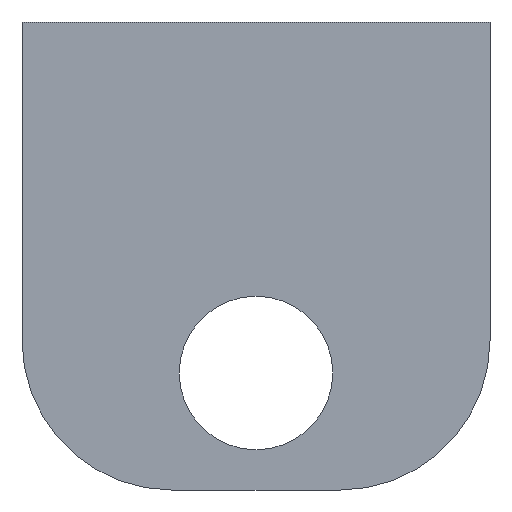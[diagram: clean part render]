
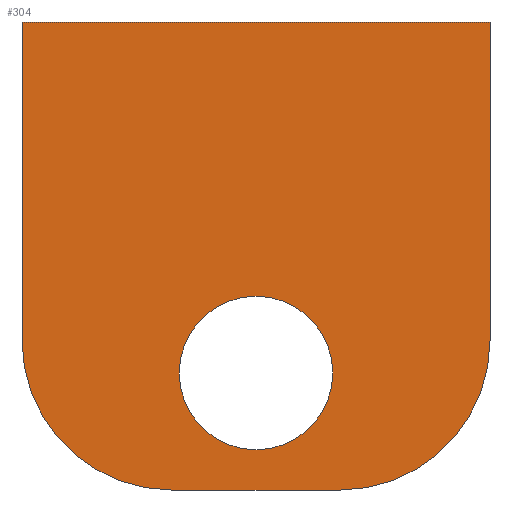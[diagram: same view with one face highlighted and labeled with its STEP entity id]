
A CAD part, front view. The second image highlights one B-rep face of the part: STEP entity #304.
In plain terms, the highlighted planar face has unit normal (0, -1, 0).
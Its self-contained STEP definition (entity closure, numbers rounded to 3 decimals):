
#17=FACE_BOUND('',#55,.T.);
#24=PLANE('',#344);
#36=FACE_OUTER_BOUND('',#54,.T.);
#54=EDGE_LOOP('',(#243,#244,#245,#246,#247,#248));
#55=EDGE_LOOP('',(#249));
#76=LINE('',#487,#102);
#81=LINE('',#499,#107);
#85=LINE('',#511,#111);
#86=LINE('',#513,#112);
#102=VECTOR('',#392,10.);
#107=VECTOR('',#403,10.);
#111=VECTOR('',#415,10.);
#112=VECTOR('',#418,10.);
#128=CIRCLE('',#343,8.);
#129=CIRCLE('',#345,8.);
#130=CIRCLE('',#346,4.1);
#148=VERTEX_POINT('',#484);
#149=VERTEX_POINT('',#486);
#152=VERTEX_POINT('',#496);
#153=VERTEX_POINT('',#498);
#156=VERTEX_POINT('',#506);
#157=VERTEX_POINT('',#510);
#158=VERTEX_POINT('',#514);
#179=EDGE_CURVE('',#148,#149,#76,.T.);
#185=EDGE_CURVE('',#152,#153,#81,.T.);
#190=EDGE_CURVE('',#156,#148,#128,.T.);
#191=EDGE_CURVE('',#157,#156,#85,.T.);
#192=EDGE_CURVE('',#153,#157,#129,.T.);
#193=EDGE_CURVE('',#149,#152,#86,.T.);
#194=EDGE_CURVE('',#158,#158,#130,.T.);
#243=ORIENTED_EDGE('',*,*,#190,.F.);
#244=ORIENTED_EDGE('',*,*,#191,.F.);
#245=ORIENTED_EDGE('',*,*,#192,.F.);
#246=ORIENTED_EDGE('',*,*,#185,.F.);
#247=ORIENTED_EDGE('',*,*,#193,.F.);
#248=ORIENTED_EDGE('',*,*,#179,.F.);
#249=ORIENTED_EDGE('',*,*,#194,.F.);
#304=ADVANCED_FACE('',(#36,#17),#24,.F.);
#343=AXIS2_PLACEMENT_3D('',#508,#411,#412);
#344=AXIS2_PLACEMENT_3D('',#509,#413,#414);
#345=AXIS2_PLACEMENT_3D('',#512,#416,#417);
#346=AXIS2_PLACEMENT_3D('',#515,#419,#420);
#392=DIRECTION('',(0.,0.,1.));
#403=DIRECTION('',(0.,0.,-1.));
#411=DIRECTION('center_axis',(0.,1.,0.));
#412=DIRECTION('ref_axis',(-0.707,0.,-0.707));
#413=DIRECTION('center_axis',(0.,1.,0.));
#414=DIRECTION('ref_axis',(1.,0.,0.));
#415=DIRECTION('',(-1.,0.,0.));
#416=DIRECTION('center_axis',(0.,1.,0.));
#417=DIRECTION('ref_axis',(0.707,0.,-0.707));
#418=DIRECTION('',(1.,0.,0.));
#419=DIRECTION('center_axis',(0.,-1.,0.));
#420=DIRECTION('ref_axis',(1.,0.,0.));
#484=CARTESIAN_POINT('',(0.,0.,-17.));
#486=CARTESIAN_POINT('',(0.,0.,0.));
#487=CARTESIAN_POINT('',(0.,0.,-25.));
#496=CARTESIAN_POINT('',(25.,0.,0.));
#498=CARTESIAN_POINT('',(25.,0.,-17.));
#499=CARTESIAN_POINT('',(25.,0.,0.));
#506=CARTESIAN_POINT('',(8.,0.,-25.));
#508=CARTESIAN_POINT('Origin',(8.,0.,-17.));
#509=CARTESIAN_POINT('Origin',(12.5,0.,-14.));
#510=CARTESIAN_POINT('',(17.,0.,-25.));
#511=CARTESIAN_POINT('',(25.,0.,-25.));
#512=CARTESIAN_POINT('Origin',(17.,0.,-17.));
#513=CARTESIAN_POINT('',(0.,0.,0.));
#514=CARTESIAN_POINT('',(8.4,0.,-18.75));
#515=CARTESIAN_POINT('Origin',(12.5,0.,-18.75));
